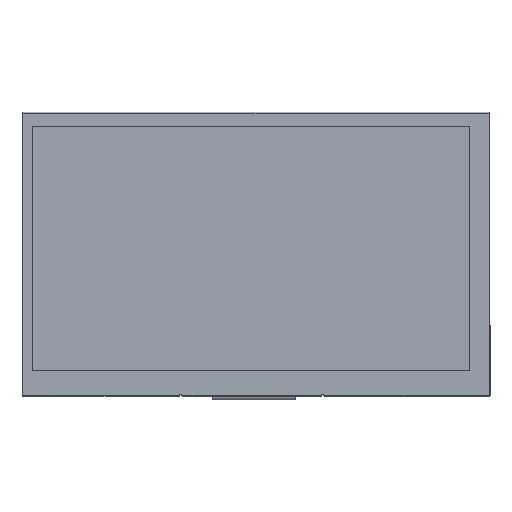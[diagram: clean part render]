
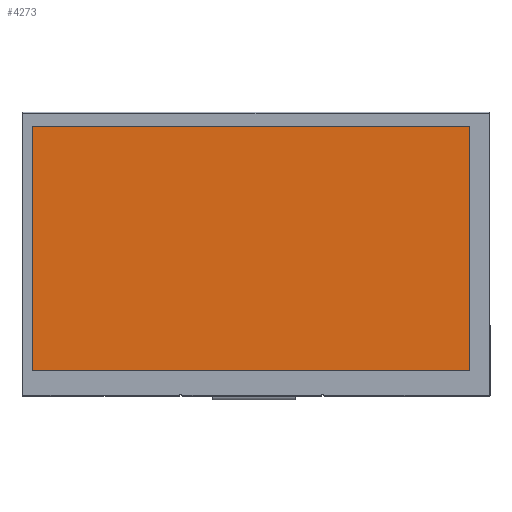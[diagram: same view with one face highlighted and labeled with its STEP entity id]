
A CAD part, top view. The second image highlights one B-rep face of the part: STEP entity #4273.
In plain terms, the highlighted planar face has unit normal (0, 0, 1).
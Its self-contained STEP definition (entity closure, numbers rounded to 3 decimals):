
#143=FACE_OUTER_BOUND('',#363,.T.);
#363=EDGE_LOOP('',(#2825,#2826,#2827,#2828));
#582=LINE('',#5941,#1171);
#586=LINE('',#5948,#1175);
#589=LINE('',#5954,#1178);
#591=LINE('',#5957,#1180);
#1171=VECTOR('',#4829,10.);
#1175=VECTOR('',#4835,10.);
#1178=VECTOR('',#4840,10.);
#1180=VECTOR('',#4844,10.);
#1760=VERTEX_POINT('',#5938);
#1761=VERTEX_POINT('',#5940);
#1763=VERTEX_POINT('',#5946);
#1765=VERTEX_POINT('',#5952);
#2178=EDGE_CURVE('',#1760,#1761,#582,.T.);
#2182=EDGE_CURVE('',#1763,#1760,#586,.T.);
#2185=EDGE_CURVE('',#1765,#1763,#589,.T.);
#2187=EDGE_CURVE('',#1761,#1765,#591,.T.);
#2825=ORIENTED_EDGE('',*,*,#2187,.F.);
#2826=ORIENTED_EDGE('',*,*,#2178,.F.);
#2827=ORIENTED_EDGE('',*,*,#2182,.F.);
#2828=ORIENTED_EDGE('',*,*,#2185,.F.);
#4079=PLANE('',#4566);
#4273=ADVANCED_FACE('',(#143),#4079,.F.);
#4566=AXIS2_PLACEMENT_3D('',#5958,#4845,#4846);
#4829=DIRECTION('',(0.,1.,0.));
#4835=DIRECTION('',(-1.,0.,0.));
#4840=DIRECTION('',(0.,-1.,0.));
#4844=DIRECTION('',(1.,0.,0.));
#4845=DIRECTION('center_axis',(0.,0.,-1.));
#4846=DIRECTION('ref_axis',(-1.,0.,0.));
#5938=CARTESIAN_POINT('',(4.335,10.12,5.4));
#5940=CARTESIAN_POINT('',(4.335,96.04,5.4));
#5941=CARTESIAN_POINT('',(4.335,10.12,5.4));
#5946=CARTESIAN_POINT('',(158.55,10.12,5.4));
#5948=CARTESIAN_POINT('',(158.55,10.12,5.4));
#5952=CARTESIAN_POINT('',(158.55,96.04,5.4));
#5954=CARTESIAN_POINT('',(158.55,96.04,5.4));
#5957=CARTESIAN_POINT('',(4.335,96.04,5.4));
#5958=CARTESIAN_POINT('Origin',(81.443,53.08,5.4));
